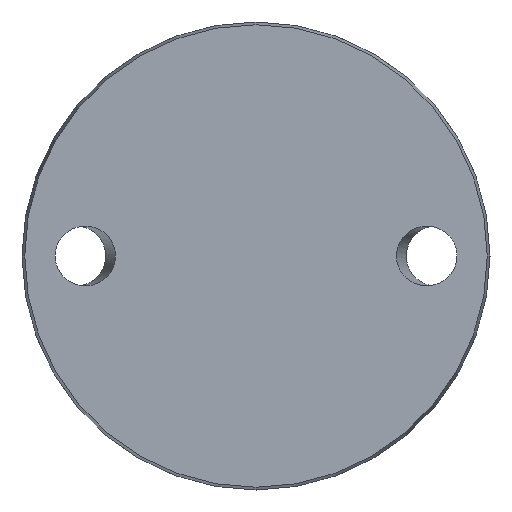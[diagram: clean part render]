
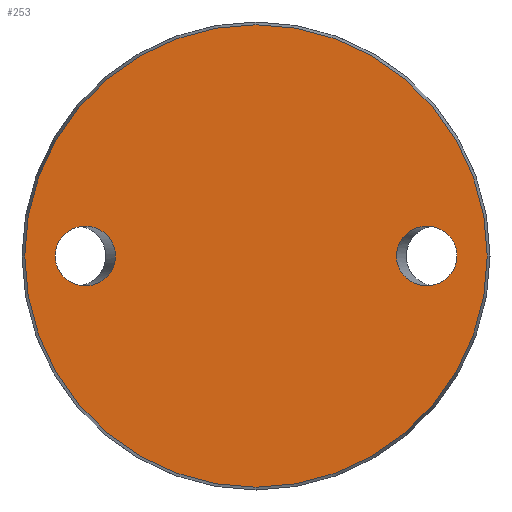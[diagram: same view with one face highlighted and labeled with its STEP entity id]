
A CAD part, front view. The second image highlights one B-rep face of the part: STEP entity #253.
In plain terms, the highlighted planar face has unit normal (0, -1, 0).
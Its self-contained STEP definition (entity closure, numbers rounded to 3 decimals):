
#3 =( BOUNDED_CURVE ( )  B_SPLINE_CURVE ( 3, ( #632, #325, #619, #329, #204, #432, #269 ),
 .UNSPECIFIED., .T., .F. ) 
 B_SPLINE_CURVE_WITH_KNOTS ( ( 4, 3, 4 ),
 ( 0., 3.142, 6.283 ),
 .UNSPECIFIED. ) 
 CURVE ( )  GEOMETRIC_REPRESENTATION_ITEM ( )  RATIONAL_B_SPLINE_CURVE ( ( 1., 0.333, 0.333, 1., 0.333, 0.333, 1. ) ) 
 REPRESENTATION_ITEM ( '' )  );
#13 = CARTESIAN_POINT ( 'NONE',  ( 29.413, 0., -12.5 ) ) ;
#63 = CARTESIAN_POINT ( 'NONE',  ( 42.087, 0., 12.5 ) ) ;
#87 = VERTEX_POINT ( 'NONE', #248 ) ;
#94 = AXIS2_PLACEMENT_3D ( 'NONE', #238, #230, #411 ) ;
#146 = EDGE_LOOP ( 'NONE', ( #491 ) ) ;
#179 = CARTESIAN_POINT ( 'NONE',  ( 42.087, 0., 0. ) ) ;
#196 = VERTEX_POINT ( 'NONE', #617 ) ;
#202 = CIRCLE ( 'NONE', #94, 48.425 ) ;
#204 = CARTESIAN_POINT ( 'NONE',  ( -29.413, 0., -12.5 ) ) ;
#207 = CARTESIAN_POINT ( 'NONE',  ( 42.087, 0., 0. ) ) ;
#229 = DIRECTION ( 'NONE',  ( 0., 0., 1. ) ) ;
#230 = DIRECTION ( 'NONE',  ( 0., -1., 0. ) ) ;
#232 = ORIENTED_EDGE ( 'NONE', *, *, #628, .T. ) ;
#238 = CARTESIAN_POINT ( 'NONE',  ( 0., 0., 0. ) ) ;
#248 = CARTESIAN_POINT ( 'NONE',  ( -42.087, 0., 0. ) ) ;
#253 = ADVANCED_FACE ( 'NONE', ( #380, #287, #588 ), #597, .F. ) ;
#269 = CARTESIAN_POINT ( 'NONE',  ( -42.087, 0., 0. ) ) ;
#287 = FACE_BOUND ( 'NONE', #726, .T. ) ;
#325 = CARTESIAN_POINT ( 'NONE',  ( -42.087, 0., 12.5 ) ) ;
#329 = CARTESIAN_POINT ( 'NONE',  ( -29.413, 0., 0. ) ) ;
#380 = FACE_BOUND ( 'NONE', #146, .T. ) ;
#411 = DIRECTION ( 'NONE',  ( 0., 0., -1. ) ) ;
#432 = CARTESIAN_POINT ( 'NONE',  ( -42.087, 0., -12.5 ) ) ;
#450 = EDGE_CURVE ( 'NONE', #87, #87, #3, .T. ) ;
#458 = CARTESIAN_POINT ( 'NONE',  ( -48.425, 0., 0. ) ) ;
#468 = CARTESIAN_POINT ( 'NONE',  ( 42.087, 0., 0. ) ) ;
#491 = ORIENTED_EDGE ( 'NONE', *, *, #450, .T. ) ;
#527 = AXIS2_PLACEMENT_3D ( 'NONE', #458, #652, #229 ) ;
#547 = CARTESIAN_POINT ( 'NONE',  ( 42.087, 0., -12.5 ) ) ;
#588 = FACE_OUTER_BOUND ( 'NONE', #598, .T. ) ;
#597 = PLANE ( 'NONE',  #527 ) ;
#598 = EDGE_LOOP ( 'NONE', ( #766 ) ) ;
#599 = CARTESIAN_POINT ( 'NONE',  ( 29.413, 0., 0. ) ) ;
#617 = CARTESIAN_POINT ( 'NONE',  ( 0., 0., -48.425 ) ) ;
#619 = CARTESIAN_POINT ( 'NONE',  ( -29.413, 0., 12.5 ) ) ;
#628 = EDGE_CURVE ( 'NONE', #739, #739, #760, .T. ) ;
#632 = CARTESIAN_POINT ( 'NONE',  ( -42.087, 0., 0. ) ) ;
#652 = DIRECTION ( 'NONE',  ( 0., 1., 0. ) ) ;
#705 = EDGE_CURVE ( 'NONE', #196, #196, #202, .T. ) ;
#718 = CARTESIAN_POINT ( 'NONE',  ( 29.413, 0., 12.5 ) ) ;
#726 = EDGE_LOOP ( 'NONE', ( #232 ) ) ;
#739 = VERTEX_POINT ( 'NONE', #207 ) ;
#760 =( BOUNDED_CURVE ( )  B_SPLINE_CURVE ( 3, ( #468, #547, #13, #599, #718, #63, #179 ),
 .UNSPECIFIED., .T., .F. ) 
 B_SPLINE_CURVE_WITH_KNOTS ( ( 4, 3, 4 ),
 ( 0., 3.142, 6.283 ),
 .UNSPECIFIED. ) 
 CURVE ( )  GEOMETRIC_REPRESENTATION_ITEM ( )  RATIONAL_B_SPLINE_CURVE ( ( 1., 0.333, 0.333, 1., 0.333, 0.333, 1. ) ) 
 REPRESENTATION_ITEM ( '' )  );
#766 = ORIENTED_EDGE ( 'NONE', *, *, #705, .T. ) ;
